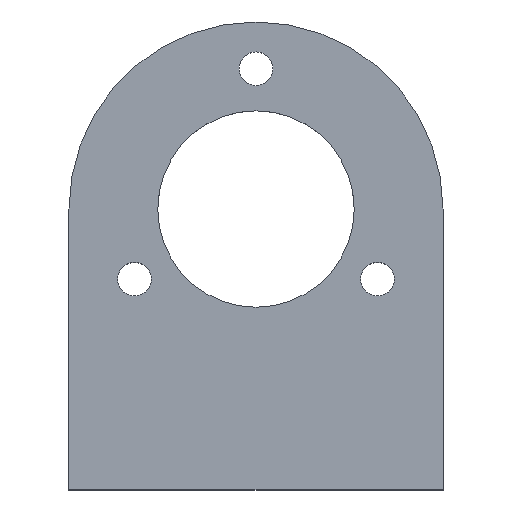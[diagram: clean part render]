
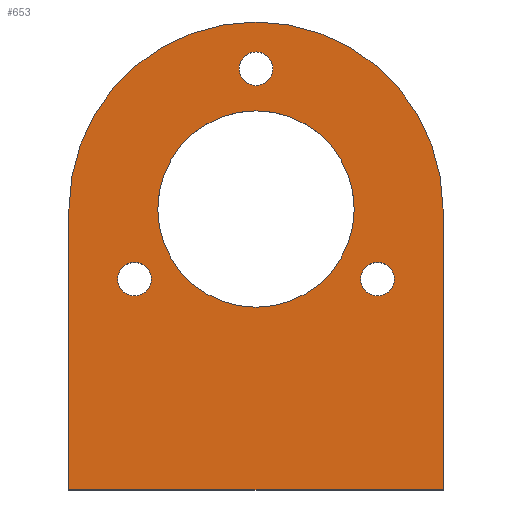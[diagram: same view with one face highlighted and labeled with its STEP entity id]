
A CAD part, top view. The second image highlights one B-rep face of the part: STEP entity #653.
In plain terms, the highlighted planar face has unit normal (0, 0, 1).
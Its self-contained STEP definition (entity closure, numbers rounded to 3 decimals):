
#19=FACE_BOUND('',#123,.T.);
#20=FACE_BOUND('',#124,.T.);
#21=FACE_BOUND('',#125,.T.);
#22=FACE_BOUND('',#126,.T.);
#34=PLANE('',#716);
#42=CIRCLE('',#700,1.8);
#44=CIRCLE('',#703,10.5);
#46=CIRCLE('',#706,1.8);
#48=CIRCLE('',#709,1.8);
#51=CIRCLE('',#715,20.);
#85=FACE_OUTER_BOUND('',#122,.T.);
#122=EDGE_LOOP('',(#580,#581,#582,#583));
#123=EDGE_LOOP('',(#584));
#124=EDGE_LOOP('',(#585));
#125=EDGE_LOOP('',(#586));
#126=EDGE_LOOP('',(#587));
#191=LINE('',#1378,#234);
#207=LINE('',#2242,#250);
#209=LINE('',#2245,#252);
#234=VECTOR('',#790,10.);
#250=VECTOR('',#846,10.);
#252=VECTOR('',#850,10.);
#294=VERTEX_POINT('',#1375);
#295=VERTEX_POINT('',#1377);
#303=VERTEX_POINT('',#2213);
#305=VERTEX_POINT('',#2219);
#307=VERTEX_POINT('',#2225);
#309=VERTEX_POINT('',#2231);
#312=VERTEX_POINT('',#2239);
#313=VERTEX_POINT('',#2241);
#370=EDGE_CURVE('',#295,#294,#191,.T.);
#389=EDGE_CURVE('',#303,#303,#42,.T.);
#392=EDGE_CURVE('',#305,#305,#44,.T.);
#395=EDGE_CURVE('',#307,#307,#46,.T.);
#398=EDGE_CURVE('',#309,#309,#48,.T.);
#403=EDGE_CURVE('',#313,#312,#207,.T.);
#405=EDGE_CURVE('',#294,#313,#209,.T.);
#407=EDGE_CURVE('',#312,#295,#51,.T.);
#580=ORIENTED_EDGE('',*,*,#407,.T.);
#581=ORIENTED_EDGE('',*,*,#370,.T.);
#582=ORIENTED_EDGE('',*,*,#405,.T.);
#583=ORIENTED_EDGE('',*,*,#403,.T.);
#584=ORIENTED_EDGE('',*,*,#398,.T.);
#585=ORIENTED_EDGE('',*,*,#395,.T.);
#586=ORIENTED_EDGE('',*,*,#392,.T.);
#587=ORIENTED_EDGE('',*,*,#389,.T.);
#653=ADVANCED_FACE('',(#85,#19,#20,#21,#22),#34,.T.);
#700=AXIS2_PLACEMENT_3D('',#2214,#816,#817);
#703=AXIS2_PLACEMENT_3D('',#2220,#823,#824);
#706=AXIS2_PLACEMENT_3D('',#2226,#830,#831);
#709=AXIS2_PLACEMENT_3D('',#2232,#837,#838);
#715=AXIS2_PLACEMENT_3D('',#2248,#855,#856);
#716=AXIS2_PLACEMENT_3D('',#2249,#857,#858);
#790=DIRECTION('',(0.,-1.,0.));
#816=DIRECTION('center_axis',(0.,0.,
-1.));
#817=DIRECTION('ref_axis',(1.,0.,0.));
#823=DIRECTION('center_axis',(0.,0.,
-1.));
#824=DIRECTION('ref_axis',(1.,0.,0.));
#830=DIRECTION('center_axis',(0.,0.,
-1.));
#831=DIRECTION('ref_axis',(1.,0.,0.));
#837=DIRECTION('center_axis',(0.,0.,
-1.));
#838=DIRECTION('ref_axis',(1.,0.,0.));
#846=DIRECTION('',(0.,1.,0.));
#850=DIRECTION('',(1.,0.,0.));
#855=DIRECTION('center_axis',(0.,0.,
1.));
#856=DIRECTION('ref_axis',(1.,0.,0.));
#857=DIRECTION('center_axis',(0.,0.,
1.));
#858=DIRECTION('ref_axis',(1.,0.,0.));
#1375=CARTESIAN_POINT('',(-20.,-30.,-181.));
#1377=CARTESIAN_POINT('',(-20.,0.,-181.));
#1378=CARTESIAN_POINT('',(-20.,-30.,-181.));
#2213=CARTESIAN_POINT('',(11.19,-7.5,-181.));
#2214=CARTESIAN_POINT('Origin',(12.99,-7.5,-181.));
#2219=CARTESIAN_POINT('',(-10.5,0.,-181.));
#2220=CARTESIAN_POINT('Origin',(0.,0.,
-181.));
#2225=CARTESIAN_POINT('',(-14.79,-7.5,-181.));
#2226=CARTESIAN_POINT('Origin',(-12.99,-7.5,-181.));
#2231=CARTESIAN_POINT('',(-1.8,15.,-181.));
#2232=CARTESIAN_POINT('Origin',(0.,15.,-181.));
#2239=CARTESIAN_POINT('',(20.,0.,-181.));
#2241=CARTESIAN_POINT('',(20.,-30.,-181.));
#2242=CARTESIAN_POINT('',(20.,0.,-181.));
#2245=CARTESIAN_POINT('',(20.,-30.,-181.));
#2248=CARTESIAN_POINT('Origin',(0.,0.,
-181.));
#2249=CARTESIAN_POINT('Origin',(0.,-5.,-181.));
